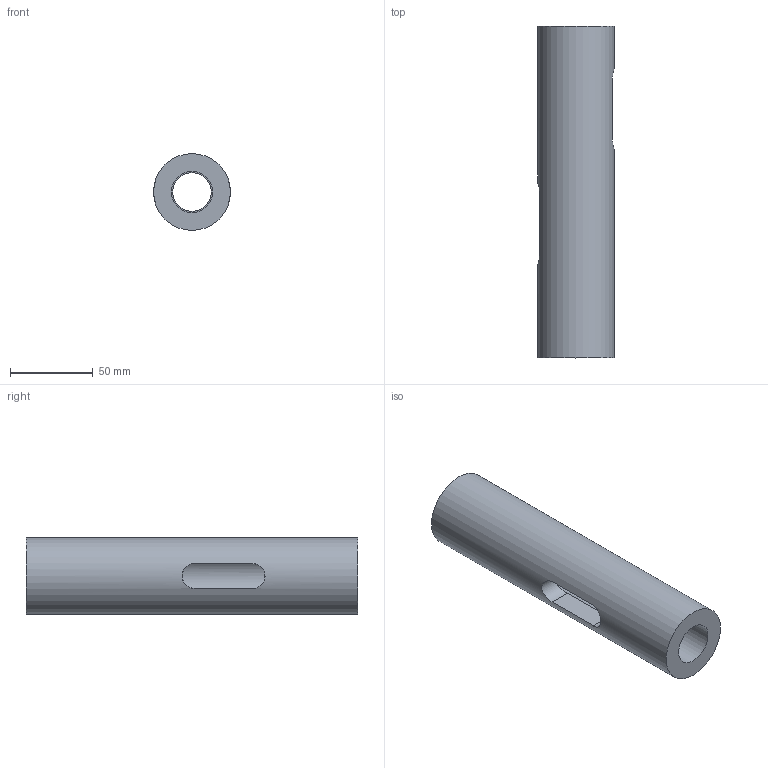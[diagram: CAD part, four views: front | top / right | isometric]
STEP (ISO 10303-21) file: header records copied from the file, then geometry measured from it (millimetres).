
FILE_DESCRIPTION(/* description */ (''),/* implementation_level */ '2;1');
FILE_NAME(/* name */ 'polarization-head-horizontal-shaft-long.stp',/* author */ ('Jan Olencki')/* preprocessor_version */ 'ST-DEVELOPER v18');
FILE_SCHEMA (('AUTOMOTIVE_DESIGN { 1 0 10303 214 3 1 1 }'));
Length unit declared in the file: millimetre
Products named in the file (1): Polarization head horizontal shaft long
Bounding box: 46.25 x 200 x 46.25 mm (x, y, z)
Volume: 233031.7 mm3; surface area: 46314.1 mm2
Topology: 1 solids, 1 shells, 14 faces, 41 edges, 28 vertices
Faces by surface type: plane 7, cylinder 7
Full cylindrical faces by diameter (mm): 23.25 x1, 25 x1, 46.25 x1
Entity records: 634 total; most frequent: CARTESIAN_POINT 226, ORIENTED_EDGE 82, DIRECTION 63, EDGE_CURVE 41, VERTEX_POINT 28, LINE 21, VECTOR 21, AXIS2_PLACEMENT_3D 21
